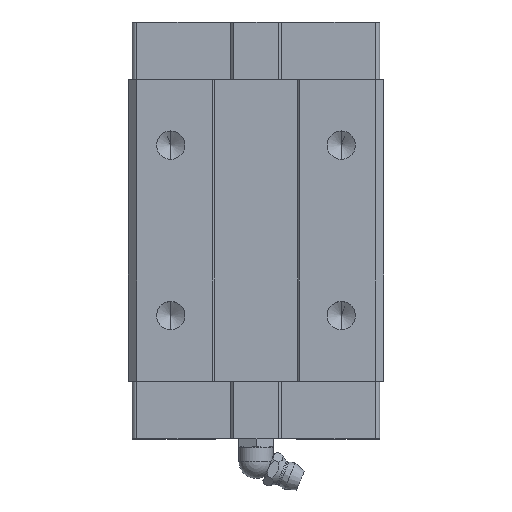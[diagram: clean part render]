
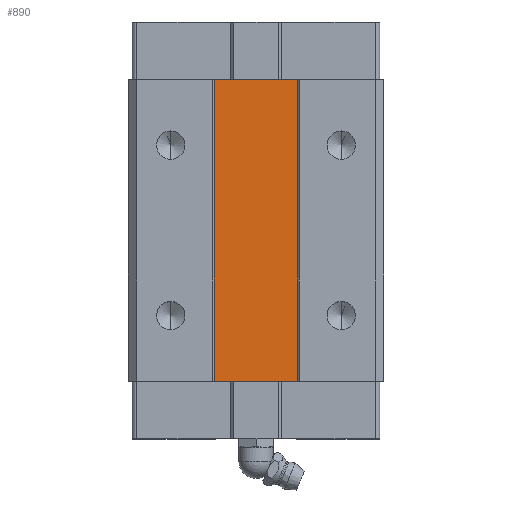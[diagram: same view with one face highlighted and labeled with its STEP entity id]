
A CAD part, top view. The second image highlights one B-rep face of the part: STEP entity #890.
In plain terms, the highlighted planar face has unit normal (0, 0, 1).
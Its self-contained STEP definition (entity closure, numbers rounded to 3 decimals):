
#78 = CARTESIAN_POINT ( 'NONE',  ( -9.8, 35.4, 44.6 ) ) ;
#547 = CARTESIAN_POINT ( 'NONE',  ( -9.8, -35.4, 44.6 ) ) ;
#608 = VERTEX_POINT ( 'NONE', #4446 ) ;
#771 = VECTOR ( 'NONE', #1339, 1000. ) ;
#780 = FACE_OUTER_BOUND ( 'NONE', #5203, .T. ) ;
#889 = VERTEX_POINT ( 'NONE', #1621 ) ;
#890 = ADVANCED_FACE ( 'NONE', ( #780 ), #5509, .F. ) ;
#1047 = LINE ( 'NONE', #1916, #2244 ) ;
#1339 = DIRECTION ( 'NONE',  ( -1., 0., 0. ) ) ;
#1621 = CARTESIAN_POINT ( 'NONE',  ( 9.8, 35.4, 44.6 ) ) ;
#1642 = CARTESIAN_POINT ( 'NONE',  ( -9.8, 35.4, 44.6 ) ) ;
#1714 = CARTESIAN_POINT ( 'NONE',  ( -9.8, -35.4, 44.6 ) ) ;
#1757 = LINE ( 'NONE', #5279, #771 ) ;
#1811 = LINE ( 'NONE', #5248, #2750 ) ;
#1916 = CARTESIAN_POINT ( 'NONE',  ( 9.8, -35.4, 44.6 ) ) ;
#2244 = VECTOR ( 'NONE', #3635, 1000. ) ;
#2493 = ORIENTED_EDGE ( 'NONE', *, *, #3577, .T. ) ;
#2504 = DIRECTION ( 'NONE',  ( 0., -1., 0. ) ) ;
#2526 = EDGE_CURVE ( 'NONE', #2546, #3998, #1811, .T. ) ;
#2546 = VERTEX_POINT ( 'NONE', #547 ) ;
#2750 = VECTOR ( 'NONE', #3241, 1000. ) ;
#2819 = ORIENTED_EDGE ( 'NONE', *, *, #4786, .T. ) ;
#3227 = EDGE_CURVE ( 'NONE', #608, #2546, #1757, .T. ) ;
#3241 = DIRECTION ( 'NONE',  ( 0., 1., 0. ) ) ;
#3300 = VECTOR ( 'NONE', #3966, 1000. ) ;
#3361 = ORIENTED_EDGE ( 'NONE', *, *, #3227, .F. ) ;
#3577 = EDGE_CURVE ( 'NONE', #889, #3998, #4787, .T. ) ;
#3635 = DIRECTION ( 'NONE',  ( 0., 1., 0. ) ) ;
#3966 = DIRECTION ( 'NONE',  ( -1., 0., 0. ) ) ;
#3998 = VERTEX_POINT ( 'NONE', #1642 ) ;
#4277 = ORIENTED_EDGE ( 'NONE', *, *, #2526, .F. ) ;
#4401 = AXIS2_PLACEMENT_3D ( 'NONE', #1714, #5535, #2504 ) ;
#4446 = CARTESIAN_POINT ( 'NONE',  ( 9.8, -35.4, 44.6 ) ) ;
#4786 = EDGE_CURVE ( 'NONE', #608, #889, #1047, .T. ) ;
#4787 = LINE ( 'NONE', #78, #3300 ) ;
#5203 = EDGE_LOOP ( 'NONE', ( #2493, #4277, #3361, #2819 ) ) ;
#5248 = CARTESIAN_POINT ( 'NONE',  ( -9.8, -35.4, 44.6 ) ) ;
#5279 = CARTESIAN_POINT ( 'NONE',  ( -9.8, -35.4, 44.6 ) ) ;
#5509 = PLANE ( 'NONE',  #4401 ) ;
#5535 = DIRECTION ( 'NONE',  ( 0., 0., -1. ) ) ;
